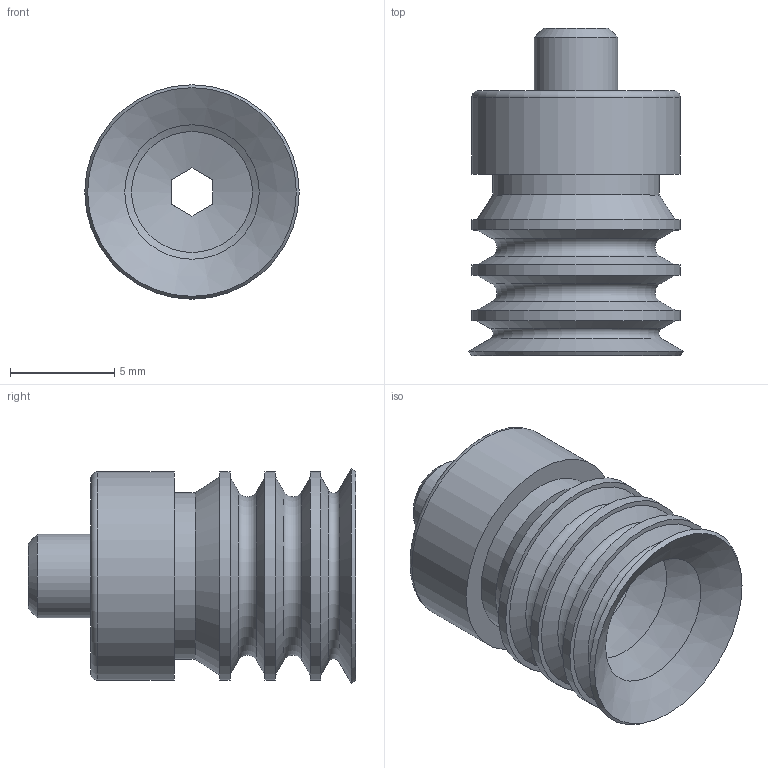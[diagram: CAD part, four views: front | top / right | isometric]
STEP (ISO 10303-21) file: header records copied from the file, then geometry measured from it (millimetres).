
FILE_DESCRIPTION(/* description */ ('STEP AP214'),/* implementation_level */ '2;1');
FILE_NAME(/* name */ '189398_ESS-10-CN',/* time_stamp */ '2024-08-28T08:43:35+02:00',/* author */ ('License CC BY-ND 4.0'),/* organization */ ('CADENAS'),/* preprocessor_version */ 'ST-DEVELOPER v19.3',/* originating_system */ 'PARTsolutions',/* authorisation */ ' ');
FILE_SCHEMA (('AUTOMOTIVE_DESIGN {1 0 10303 214 3 1 1}'));
Length unit declared in the file: millimetre
Products named in the file (1): 189398 ESS-10-CN
Bounding box: 10.29 x 15.7 x 10.29 mm (x, y, z)
Volume: 451.6 mm3; surface area: 1078.5 mm2
Topology: 1 solids, 1 shells, 42 faces, 81 edges, 48 vertices
Faces by surface type: cone 17, plane 15, cylinder 6, torus 4
Full cylindrical faces by diameter (mm): 4 x1, 8 x1, 10 x4
Entity records: 1240 total; most frequent: DIRECTION 168, CARTESIAN_POINT 161, ORIENTED_EDGE 106, EDGE_LOOP 78, FACE_BOUND 78, AXIS2_PLACEMENT_3D 78, EDGE_CURVE 53, VERTEX_POINT 47
